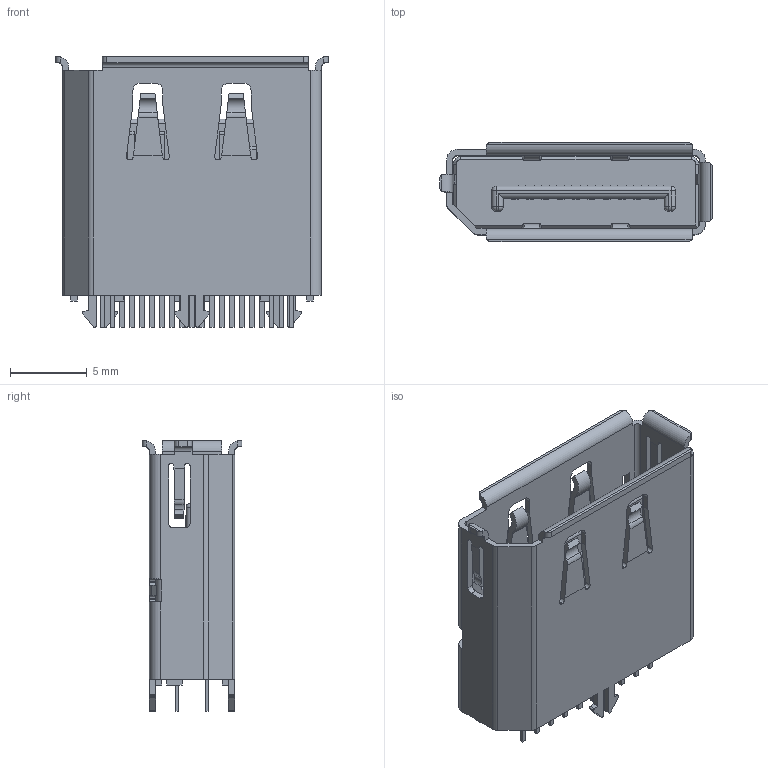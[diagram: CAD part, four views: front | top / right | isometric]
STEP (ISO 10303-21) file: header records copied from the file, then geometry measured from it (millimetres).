
FILE_DESCRIPTION(('STEP AP242'),'1');
FILE_NAME('2041441-1.stp','2022-08-04T20:33:20',('TraceParts'),('TraceParts S.A.'),'Spatial InterOp 3D',' ',' ');
FILE_SCHEMA(('AP242_MANAGED_MODEL_BASED_3D_ENGINEERING_MIM_LF {1 0 10303 442 1 1 4}'));
Length unit declared in the file: millimetre
Products named in the file (1): 2041441-1
Bounding box: 17.8 x 6.5 x 17.67 mm (x, y, z)
Volume: 795.7 mm3; surface area: 1892 mm2
Topology: 1 solids, 1 shells, 541 faces, 1535 edges, 1009 vertices
Faces by surface type: plane 366, cylinder 167, sphere 6, cone 2
Entity records: 17952 total; most frequent: CARTESIAN_POINT 3704, ORIENTED_EDGE 3070, DIRECTION 2829, EDGE_CURVE 1535, LINE 1173, VECTOR 1173, VERTEX_POINT 1009, AXIS2_PLACEMENT_3D 828
